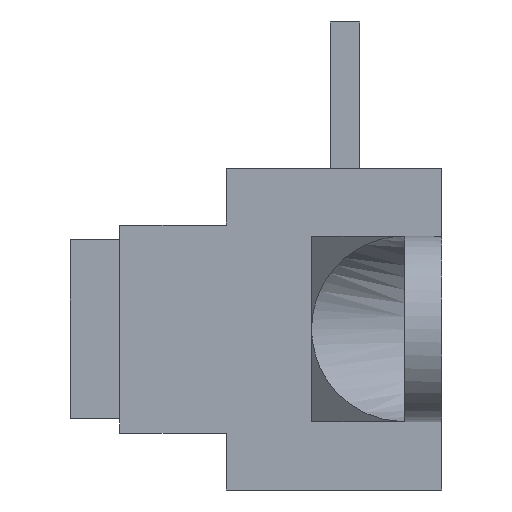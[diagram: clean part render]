
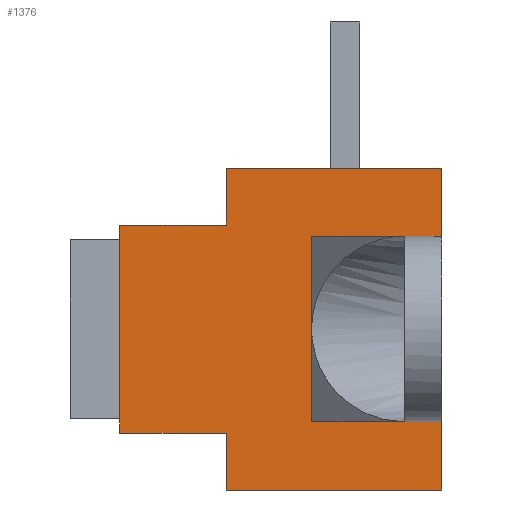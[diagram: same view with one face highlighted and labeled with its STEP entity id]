
A CAD part, left-side view. The second image highlights one B-rep face of the part: STEP entity #1376.
In plain terms, the highlighted free-form (B-spline) face has degree [1, 1] with [2, 2] control points.
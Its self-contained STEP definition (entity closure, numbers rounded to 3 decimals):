
#95 = VERTEX_POINT('',#96);
#96 = CARTESIAN_POINT('',(194.484,14.864,
    59.734));
#101 = EDGE_CURVE('',#102,#95,#104,.T.);
#102 = VERTEX_POINT('',#103);
#103 = CARTESIAN_POINT('',(194.484,2.778,
    59.734));
#104 = B_SPLINE_CURVE_WITH_KNOTS('',1,(#105,#106),.UNSPECIFIED.,.F.,.F.,
  (2,2),(0.,8.7),.PIECEWISE_BEZIER_KNOTS.);
#105 = CARTESIAN_POINT('',(194.484,2.778,
    59.734));
#106 = CARTESIAN_POINT('',(194.484,14.864,
    59.734));
#179 = VERTEX_POINT('',#180);
#180 = CARTESIAN_POINT('',(194.484,14.864,56.539
    ));
#185 = EDGE_CURVE('',#179,#95,#186,.T.);
#186 = B_SPLINE_CURVE_WITH_KNOTS('',1,(#187,#188),.UNSPECIFIED.,.F.,.F.,
  (2,2),(-2.3,0.),.PIECEWISE_BEZIER_KNOTS.);
#187 = CARTESIAN_POINT('',(194.484,14.864,56.539
    ));
#188 = CARTESIAN_POINT('',(194.484,14.864,
    59.734));
#318 = VERTEX_POINT('',#319);
#319 = CARTESIAN_POINT('',(194.484,10.071,
    50.705));
#386 = EDGE_CURVE('',#387,#318,#389,.T.);
#387 = VERTEX_POINT('',#388);
#388 = CARTESIAN_POINT('',(194.484,10.071,
    45.495));
#389 = B_SPLINE_CURVE_WITH_KNOTS('',1,(#390,#391),.UNSPECIFIED.,.F.,.F.,
  (2,2),(-2.375,1.375),.PIECEWISE_BEZIER_KNOTS.);
#390 = CARTESIAN_POINT('',(194.484,10.071,
    45.495));
#391 = CARTESIAN_POINT('',(194.484,10.071,
    50.705));
#450 = VERTEX_POINT('',#451);
#451 = CARTESIAN_POINT('',(194.484,10.071,
    55.914));
#456 = EDGE_CURVE('',#318,#450,#457,.T.);
#457 = B_SPLINE_CURVE_WITH_KNOTS('',1,(#458,#459),.UNSPECIFIED.,.F.,.F.,
  (2,2),(1.375,5.125),.PIECEWISE_BEZIER_KNOTS.);
#458 = CARTESIAN_POINT('',(194.484,10.071,
    50.705));
#459 = CARTESIAN_POINT('',(194.484,10.071,
    55.914));
#712 = VERTEX_POINT('',#713);
#713 = CARTESIAN_POINT('',(194.484,20.838,56.539
    ));
#728 = VERTEX_POINT('',#729);
#729 = CARTESIAN_POINT('',(194.484,20.838,
    44.87));
#734 = EDGE_CURVE('',#728,#712,#735,.T.);
#735 = B_SPLINE_CURVE_WITH_KNOTS('',1,(#736,#737),.UNSPECIFIED.,.F.,.F.,
  (2,2),(-8.4,0.),.PIECEWISE_BEZIER_KNOTS.);
#736 = CARTESIAN_POINT('',(194.484,20.838,
    44.87));
#737 = CARTESIAN_POINT('',(194.484,20.838,56.539
    ));
#957 = EDGE_CURVE('',#179,#712,#958,.T.);
#958 = B_SPLINE_CURVE_WITH_KNOTS('',1,(#959,#960),.UNSPECIFIED.,.F.,.F.,
  (2,2),(7.2,11.5),.PIECEWISE_BEZIER_KNOTS.);
#959 = CARTESIAN_POINT('',(194.484,14.864,56.539
    ));
#960 = CARTESIAN_POINT('',(194.484,20.838,56.539
    ));
#975 = VERTEX_POINT('',#976);
#976 = CARTESIAN_POINT('',(194.484,14.864,
    44.87));
#983 = EDGE_CURVE('',#975,#728,#984,.T.);
#984 = B_SPLINE_CURVE_WITH_KNOTS('',1,(#985,#986),.UNSPECIFIED.,.F.,.F.,
  (2,2),(7.2,11.5),.PIECEWISE_BEZIER_KNOTS.);
#985 = CARTESIAN_POINT('',(194.484,14.864,
    44.87));
#986 = CARTESIAN_POINT('',(194.484,20.838,
    44.87));
#1073 = EDGE_CURVE('',#1074,#975,#1076,.T.);
#1074 = VERTEX_POINT('',#1075);
#1075 = CARTESIAN_POINT('',(194.484,14.864,
    41.675));
#1076 = B_SPLINE_CURVE_WITH_KNOTS('',1,(#1077,#1078),.UNSPECIFIED.,.F.,
  .F.,(2,2),(0.,2.3),.PIECEWISE_BEZIER_KNOTS.);
#1077 = CARTESIAN_POINT('',(194.484,14.864,
    41.675));
#1078 = CARTESIAN_POINT('',(194.484,14.864,
    44.87));
#1307 = VERTEX_POINT('',#1308);
#1308 = CARTESIAN_POINT('',(194.484,2.778,
    55.914));
#1313 = EDGE_CURVE('',#450,#1307,#1314,.T.);
#1314 = B_SPLINE_CURVE_WITH_KNOTS('',1,(#1315,#1316),.UNSPECIFIED.,.F.,
  .F.,(2,2),(-4.5,0.75),.PIECEWISE_BEZIER_KNOTS.);
#1315 = CARTESIAN_POINT('',(194.484,10.071,
    55.914));
#1316 = CARTESIAN_POINT('',(194.484,2.778,
    55.914));
#1327 = EDGE_CURVE('',#1328,#387,#1330,.T.);
#1328 = VERTEX_POINT('',#1329);
#1329 = CARTESIAN_POINT('',(194.484,2.778,
    45.495));
#1330 = B_SPLINE_CURVE_WITH_KNOTS('',1,(#1331,#1332),.UNSPECIFIED.,.F.,
  .F.,(2,2),(-0.75,4.5),.PIECEWISE_BEZIER_KNOTS.);
#1331 = CARTESIAN_POINT('',(194.484,2.778,
    45.495));
#1332 = CARTESIAN_POINT('',(194.484,10.071,
    45.495));
#1376 = ADVANCED_FACE('',(#1377),#1406,.T.);
#1377 = FACE_BOUND('',#1378,.T.);
#1378 = EDGE_LOOP('',(#1379,#1380,#1385,#1386,#1387,#1388,#1389,#1390,
    #1391,#1398,#1403,#1404,#1405));
#1379 = ORIENTED_EDGE('',*,*,#1313,.T.);
#1380 = ORIENTED_EDGE('',*,*,#1381,.F.);
#1381 = EDGE_CURVE('',#102,#1307,#1382,.T.);
#1382 = B_SPLINE_CURVE_WITH_KNOTS('',1,(#1383,#1384),.UNSPECIFIED.,.F.,
  .F.,(2,2),(0.,2.75),.PIECEWISE_BEZIER_KNOTS.);
#1383 = CARTESIAN_POINT('',(194.484,2.778,
    59.734));
#1384 = CARTESIAN_POINT('',(194.484,2.778,
    55.914));
#1385 = ORIENTED_EDGE('',*,*,#101,.T.);
#1386 = ORIENTED_EDGE('',*,*,#185,.F.);
#1387 = ORIENTED_EDGE('',*,*,#957,.T.);
#1388 = ORIENTED_EDGE('',*,*,#734,.F.);
#1389 = ORIENTED_EDGE('',*,*,#983,.F.);
#1390 = ORIENTED_EDGE('',*,*,#1073,.F.);
#1391 = ORIENTED_EDGE('',*,*,#1392,.F.);
#1392 = EDGE_CURVE('',#1393,#1074,#1395,.T.);
#1393 = VERTEX_POINT('',#1394);
#1394 = CARTESIAN_POINT('',(194.484,2.778,
    41.675));
#1395 = B_SPLINE_CURVE_WITH_KNOTS('',1,(#1396,#1397),.UNSPECIFIED.,.F.,
  .F.,(2,2),(0.,8.7),.PIECEWISE_BEZIER_KNOTS.);
#1396 = CARTESIAN_POINT('',(194.484,2.778,
    41.675));
#1397 = CARTESIAN_POINT('',(194.484,14.864,
    41.675));
#1398 = ORIENTED_EDGE('',*,*,#1399,.F.);
#1399 = EDGE_CURVE('',#1328,#1393,#1400,.T.);
#1400 = B_SPLINE_CURVE_WITH_KNOTS('',1,(#1401,#1402),.UNSPECIFIED.,.F.,
  .F.,(2,2),(10.25,13.),.PIECEWISE_BEZIER_KNOTS.);
#1401 = CARTESIAN_POINT('',(194.484,2.778,
    45.495));
#1402 = CARTESIAN_POINT('',(194.484,2.778,
    41.675));
#1403 = ORIENTED_EDGE('',*,*,#1327,.T.);
#1404 = ORIENTED_EDGE('',*,*,#386,.T.);
#1405 = ORIENTED_EDGE('',*,*,#456,.T.);
#1406 = B_SPLINE_SURFACE_WITH_KNOTS('',1,1,(
    (#1407,#1408)
    ,(#1409,#1410
    )),.UNSPECIFIED.,.F.,.F.,.F.,(2,2),(2,2),(0.,13.),(0.,13.),
  .PIECEWISE_BEZIER_KNOTS.);
#1407 = CARTESIAN_POINT('',(194.484,2.778,
    41.675));
#1408 = CARTESIAN_POINT('',(194.484,20.838,
    41.675));
#1409 = CARTESIAN_POINT('',(194.484,2.778,
    59.734));
#1410 = CARTESIAN_POINT('',(194.484,20.838,
    59.734));
